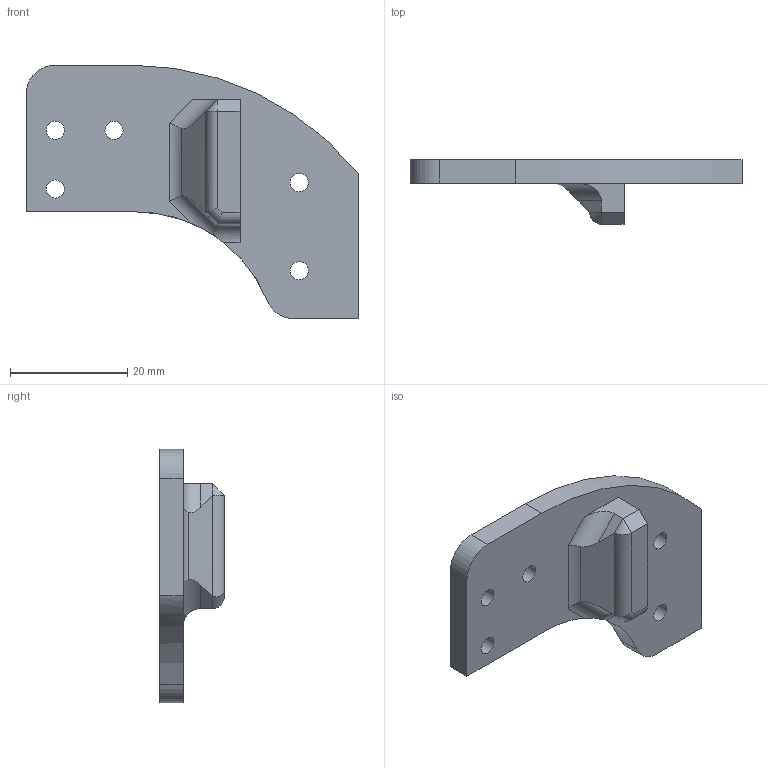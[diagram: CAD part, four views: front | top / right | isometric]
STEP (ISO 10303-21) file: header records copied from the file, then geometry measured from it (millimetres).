
FILE_DESCRIPTION(/* description */ (''),/* implementation_level */ '2;1');
FILE_NAME(/* name */ 'GVS_.Mount_v3.stp',/* time_stamp */ '2025-08-13T15:13:15-04:00',/* author */ ('mumin'),/* organization */ (''),/* preprocessor_version */ 'ST-DEVELOPER v20',/* originating_system */ 'Autodesk Inventor 2025',/* authorisation */ '');
FILE_SCHEMA (('AUTOMOTIVE_DESIGN { 1 0 10303 214 3 1 1 }'));
Length unit declared in the file: millimetre
Products named in the file (1): GVS_.Mount
Bounding box: 56.58 x 11 x 43.23 mm (x, y, z)
Volume: 7104 mm3; surface area: 4427 mm2
Topology: 1 solids, 1 shells, 261 faces, 718 edges, 476 vertices
Faces by surface type: plane 129, bspline 115, cylinder 16, cone 1
Full cylindrical faces by diameter (mm): 3.1 x5
Entity records: 9228 total; most frequent: CARTESIAN_POINT 3296, ORIENTED_EDGE 1434, DIRECTION 809, EDGE_CURVE 717, VERTEX_POINT 476, LINE 455, VECTOR 455, EDGE_LOOP 289
